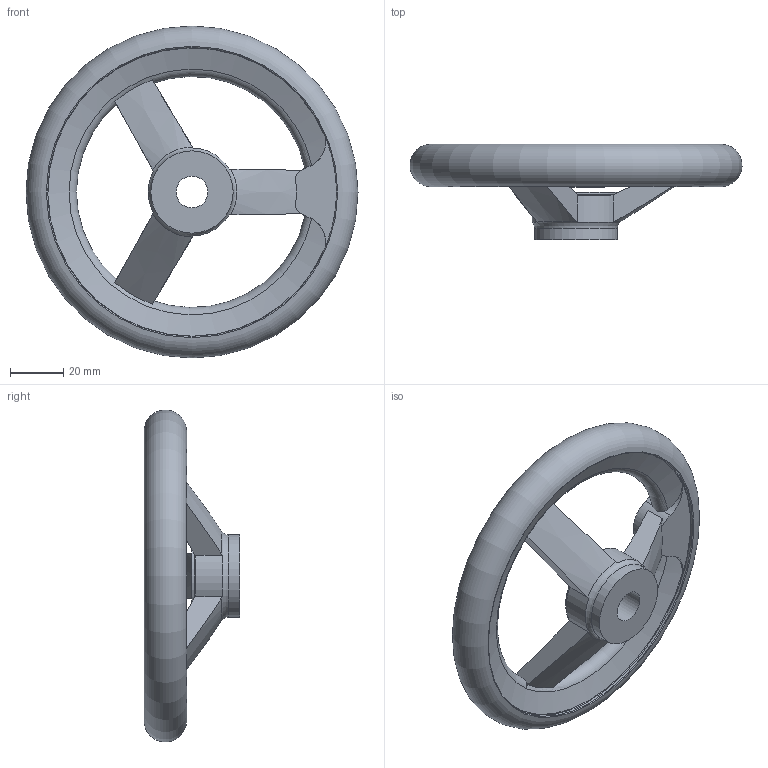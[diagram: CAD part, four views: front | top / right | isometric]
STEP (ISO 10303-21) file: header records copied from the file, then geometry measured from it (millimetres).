
FILE_DESCRIPTION( ( 'STEP AP214' ), '1' );
FILE_NAME( 'K0160.0125X12.stp', '2020-11-26T09:51:11', ( '' ), ( '' ), ' ', 'PARTsolutions', ' ' );
FILE_SCHEMA( ( 'AUTOMOTIVE_DESIGN { 1 0 10303 214 1 1 1 1 }' ) );
Length unit declared in the file: millimetre
Products named in the file (1): _K0160.0125X12
Bounding box: 124.99 x 35.99 x 124.99 mm (x, y, z)
Volume: 94522.5 mm3; surface area: 26692.8 mm2
Topology: 1 solids, 1 shells, 41 faces, 120 edges, 77 vertices
Faces by surface type: cylinder 13, torus 12, plane 10, cone 6
Full cylindrical faces by diameter (mm): 12 x1, 31 x2, 109 x2
Entity records: 1932 total; most frequent: CARTESIAN_POINT 616, ORIENTED_EDGE 206, DIRECTION 184, EDGE_CURVE 103, AXIS2_PLACEMENT_3D 86, VERTEX_POINT 74, EDGE_LOOP 58, FACE_OUTER_BOUND 53
